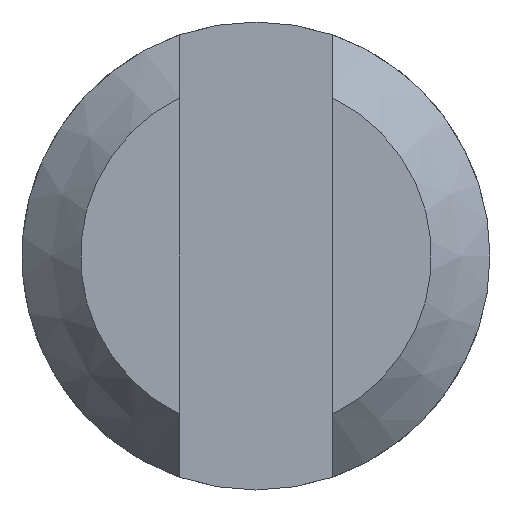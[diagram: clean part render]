
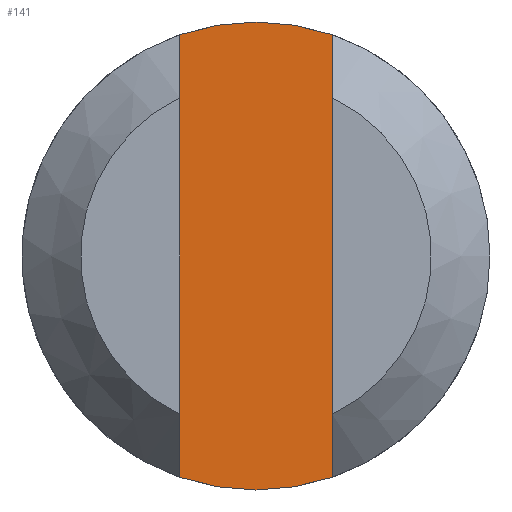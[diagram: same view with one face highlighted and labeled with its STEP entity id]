
A CAD part, front view. The second image highlights one B-rep face of the part: STEP entity #141.
In plain terms, the highlighted planar face has unit normal (0, -1, 0).
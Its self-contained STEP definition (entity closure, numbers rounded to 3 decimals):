
#114=LINE('',#418,#122);
#115=LINE('',#419,#123);
#122=VECTOR('',#349,1.);
#123=VECTOR('',#350,1.);
#141=ADVANCED_FACE('',(#156),#148,.T.);
#148=PLANE('',#296);
#156=FACE_OUTER_BOUND('',#174,.T.);
#174=EDGE_LOOP('',(#207,#208,#209,#210));
#207=ORIENTED_EDGE('',*,*,#251,.T.);
#208=ORIENTED_EDGE('',*,*,#261,.T.);
#209=ORIENTED_EDGE('',*,*,#254,.T.);
#210=ORIENTED_EDGE('',*,*,#262,.T.);
#233=VERTEX_POINT('',#392);
#234=VERTEX_POINT('',#393);
#235=VERTEX_POINT('',#396);
#236=VERTEX_POINT('',#398);
#251=EDGE_CURVE('',#233,#234,#270,.T.);
#254=EDGE_CURVE('',#236,#235,#271,.T.);
#261=EDGE_CURVE('',#234,#236,#114,.T.);
#262=EDGE_CURVE('',#235,#233,#115,.T.);
#270=CIRCLE('',#288,2.);
#271=CIRCLE('',#289,2.);
#288=AXIS2_PLACEMENT_3D('',#391,#329,#330);
#289=AXIS2_PLACEMENT_3D('',#397,#333,#334);
#296=AXIS2_PLACEMENT_3D('',#420,#351,#352);
#329=DIRECTION('',(0.,-1.,0.));
#330=DIRECTION('',(0.,0.,-1.));
#333=DIRECTION('',(0.,-1.,0.));
#334=DIRECTION('',(0.,0.,-1.));
#349=DIRECTION('',(0.,0.,-1.));
#350=DIRECTION('',(0.,0.,1.));
#351=DIRECTION('',(0.,-1.,0.));
#352=DIRECTION('',(0.,0.,-1.));
#391=CARTESIAN_POINT('',(-8.012,-37.216,0.));
#392=CARTESIAN_POINT('',(-7.362,-37.216,1.891));
#393=CARTESIAN_POINT('',(-8.662,-37.216,1.891));
#396=CARTESIAN_POINT('',(-7.362,-37.216,-1.891));
#397=CARTESIAN_POINT('',(-8.012,-37.216,0.));
#398=CARTESIAN_POINT('',(-8.662,-37.216,-1.891));
#418=CARTESIAN_POINT('',(-8.662,-37.216,3.));
#419=CARTESIAN_POINT('',(-7.362,-37.216,-3.));
#420=CARTESIAN_POINT('',(-7.362,-37.216,3.));
